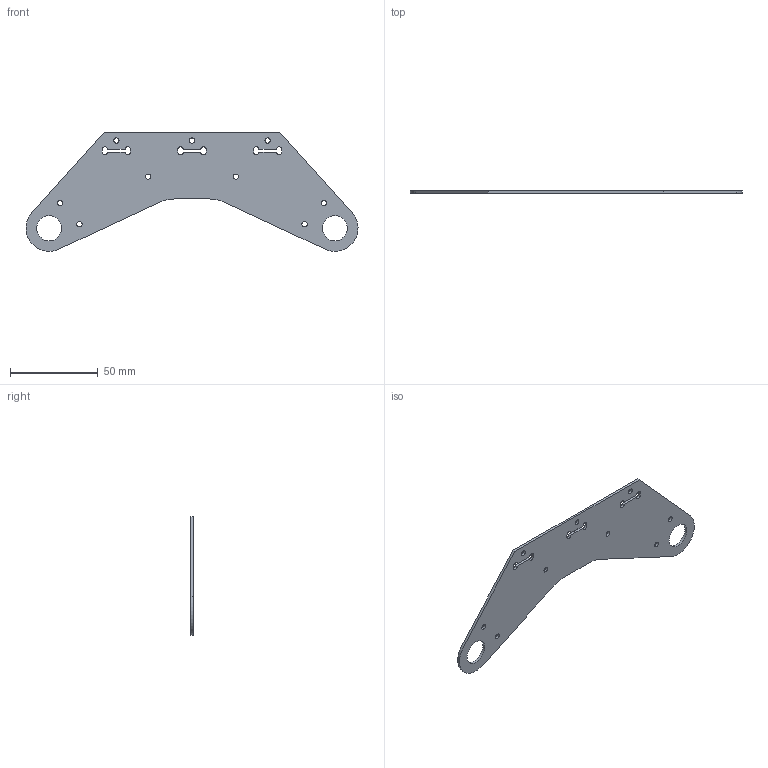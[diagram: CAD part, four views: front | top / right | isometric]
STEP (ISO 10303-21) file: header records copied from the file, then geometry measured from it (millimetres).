
FILE_DESCRIPTION(/* description */ (''),/* implementation_level */ '2;1');
FILE_NAME(/* name */ 'Landing Gear 1.stp',/* time_stamp */ '2014-06-10T20:09:51-04:00',/* author */ (''),/* organization */ (''),/* preprocessor_version */ 'ST-DEVELOPER v11',/* originating_system */ 'SIEMENS PLM Software NX 7.5',/* authorisation */ '');
FILE_SCHEMA (('CONFIG_CONTROL_DESIGN'));
Length unit declared in the file: millimetre
Products named in the file (1): Gear4396z9oi
Bounding box: 188.77 x 1.52 x 67.46 mm (x, y, z)
Volume: 10990.2 mm3; surface area: 15579.1 mm2
Topology: 1 solids, 1 shells, 47 faces, 144 edges, 99 vertices
Faces by surface type: cylinder 27, plane 20
Full cylindrical faces by diameter (mm): 3 x9, 14.288 x2
Entity records: 1650 total; most frequent: DIRECTION 274, CARTESIAN_POINT 262, ORIENTED_EDGE 248, EDGE_CURVE 124, AXIS2_PLACEMENT_3D 102, VERTEX_POINT 90, EDGE_LOOP 86, LINE 70
